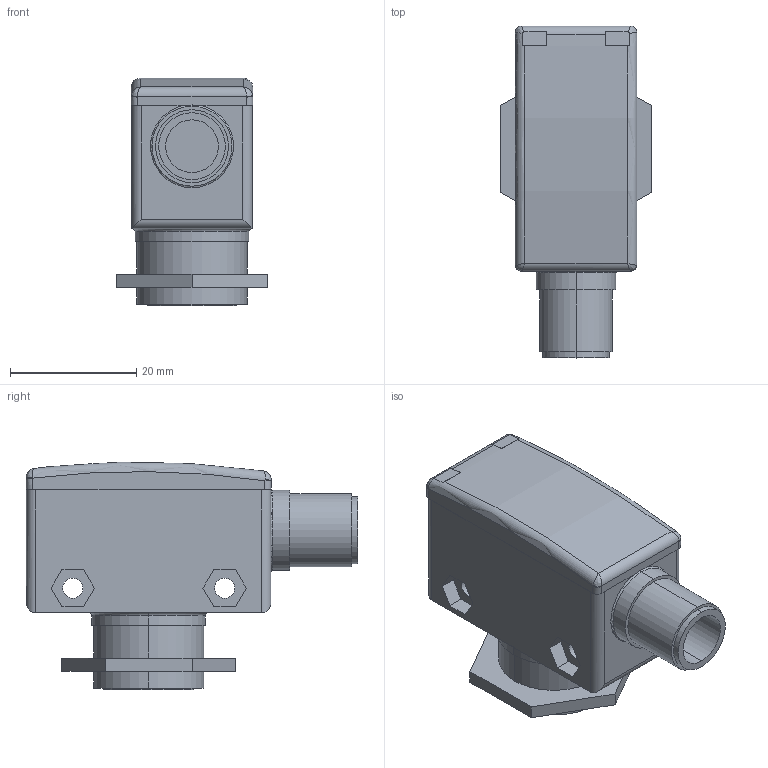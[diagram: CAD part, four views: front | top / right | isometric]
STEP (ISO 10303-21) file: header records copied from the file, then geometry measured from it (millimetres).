
FILE_DESCRIPTION (( 'STEP AP214' ), '1' );
FILE_NAME ('GX3-AN-2E.STEP', '2014-06-19T16:54:21', ( '' ), ( '' ), 'SwSTEP 2.0', 'SolidWorks 2013', '' );
FILE_SCHEMA (( 'AUTOMOTIVE_DESIGN' ));
Length unit declared in the file: millimetre
Products named in the file (1): GX3-AN-2E
Bounding box: 23.85 x 52.66 x 36.06 mm (x, y, z)
Volume: 21253.1 mm3; surface area: 6452.4 mm2
Topology: 1 solids, 1 shells, 107 faces, 259 edges, 164 vertices
Faces by surface type: plane 60, cylinder 33, bspline 8, torus 6
Entity records: 3592 total; most frequent: CARTESIAN_POINT 869, ORIENTED_EDGE 514, DIRECTION 493, EDGE_CURVE 257, AXIS2_PLACEMENT_3D 168, VERTEX_POINT 164, LINE 157, VECTOR 157
